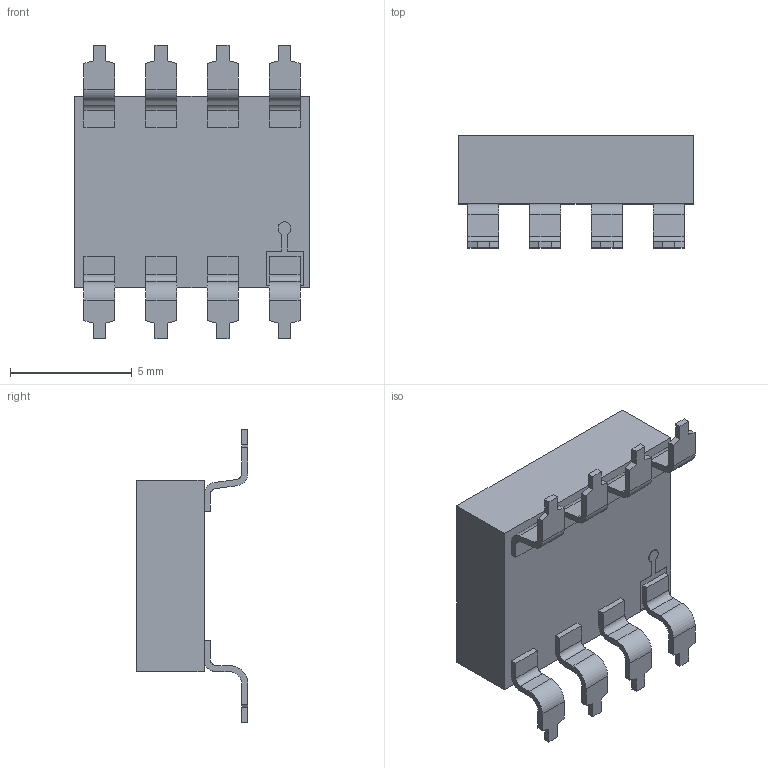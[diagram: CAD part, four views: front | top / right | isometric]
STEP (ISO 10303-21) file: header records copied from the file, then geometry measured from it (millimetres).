
FILE_DESCRIPTION (( 'STEP AP203' ), '1' );
FILE_NAME ('D100931G-STEP Rev C.STEP', '2021-11-11T13:46:54', ( '' ), ( '' ), 'SwSTEP 2.0', 'SolidWorks 2018', '' );
FILE_SCHEMA (( 'CONFIG_CONTROL_DESIGN' ));
Length unit declared in the file: inch
Products named in the file (1): D100931G-STEP Rev C
Bounding box: 9.65 x 4.59 x 12.09 mm (x, y, z)
Volume: 222.7 mm3; surface area: 342.1 mm2
Topology: 1 solids, 1 shells, 311 faces, 840 edges, 560 vertices
Faces by surface type: plane 230, cylinder 44, bspline 37
Entity records: 11827 total; most frequent: CARTESIAN_POINT 4077, ORIENTED_EDGE 1680, DIRECTION 1404, EDGE_CURVE 840, LINE 678, VECTOR 678, VERTEX_POINT 560, AXIS2_PLACEMENT_3D 363
